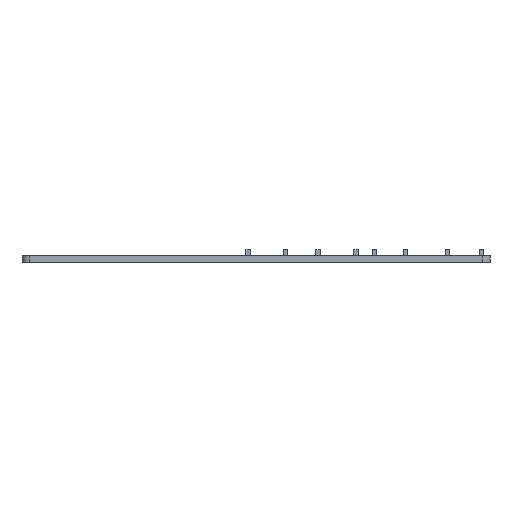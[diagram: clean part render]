
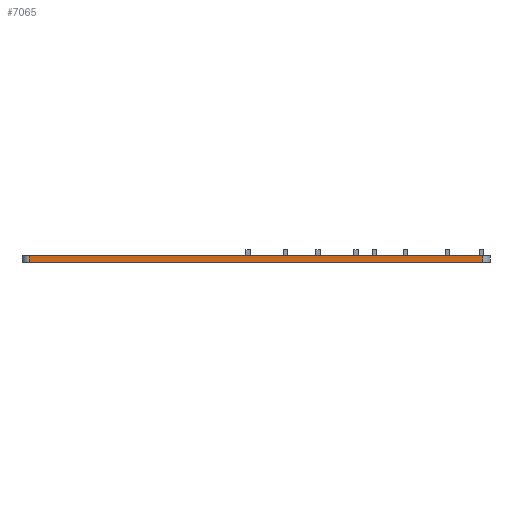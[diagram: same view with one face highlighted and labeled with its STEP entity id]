
A CAD part, left-side view. The second image highlights one B-rep face of the part: STEP entity #7065.
In plain terms, the highlighted planar face has unit normal (-1, 0, 0).
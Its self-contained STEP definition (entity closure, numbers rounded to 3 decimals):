
#1038=PLANE('',#8003);
#1363=FACE_OUTER_BOUND('',#1688,.T.);
#1688=EDGE_LOOP('',(#5794,#5795,#5796,#5797));
#2345=LINE('',#11518,#2824);
#2423=LINE('',#11707,#2902);
#2424=LINE('',#11709,#2903);
#2425=LINE('',#11710,#2904);
#2824=VECTOR('',#9532,10.);
#2902=VECTOR('',#9706,10.);
#2903=VECTOR('',#9709,10.);
#2904=VECTOR('',#9710,10.);
#3868=VERTEX_POINT('',#11515);
#3869=VERTEX_POINT('',#11517);
#3931=VERTEX_POINT('',#11703);
#3932=VERTEX_POINT('',#11705);
#4624=EDGE_CURVE('',#3868,#3869,#2345,.T.);
#4719=EDGE_CURVE('',#3931,#3932,#2423,.T.);
#4720=EDGE_CURVE('',#3868,#3931,#2424,.T.);
#4721=EDGE_CURVE('',#3869,#3932,#2425,.T.);
#5794=ORIENTED_EDGE('',*,*,#4720,.T.);
#5795=ORIENTED_EDGE('',*,*,#4719,.T.);
#5796=ORIENTED_EDGE('',*,*,#4721,.F.);
#5797=ORIENTED_EDGE('',*,*,#4624,.F.);
#7065=ADVANCED_FACE('',(#1363),#1038,.T.);
#8003=AXIS2_PLACEMENT_3D('',#11708,#9707,#9708);
#9532=DIRECTION('',(0.,0.,1.));
#9706=DIRECTION('',(0.,0.,1.));
#9707=DIRECTION('center_axis',(-1.,0.,0.));
#9708=DIRECTION('ref_axis',(0.,-1.,0.));
#9709=DIRECTION('',(0.,-1.,0.));
#9710=DIRECTION('',(0.,-1.,0.));
#11515=CARTESIAN_POINT('',(-30.48,55.118,0.));
#11517=CARTESIAN_POINT('',(-30.48,55.118,1.67));
#11518=CARTESIAN_POINT('',(-30.48,55.118,0.));
#11703=CARTESIAN_POINT('',(-30.48,-69.088,0.));
#11705=CARTESIAN_POINT('',(-30.48,-69.088,1.67));
#11707=CARTESIAN_POINT('',(-30.48,-69.088,0.));
#11708=CARTESIAN_POINT('Origin',(-30.48,55.118,0.));
#11709=CARTESIAN_POINT('',(-30.48,55.118,0.));
#11710=CARTESIAN_POINT('',(-30.48,55.118,1.67));
